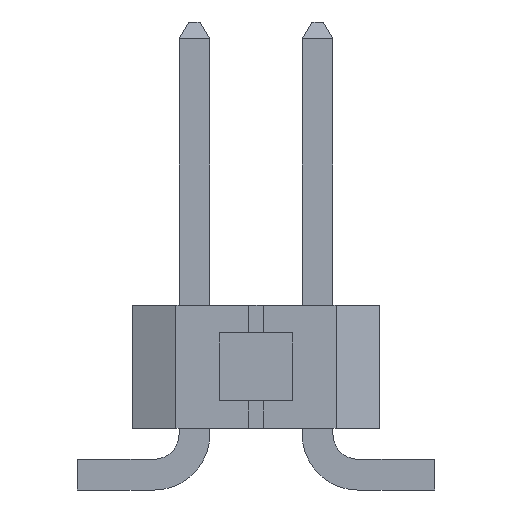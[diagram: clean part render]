
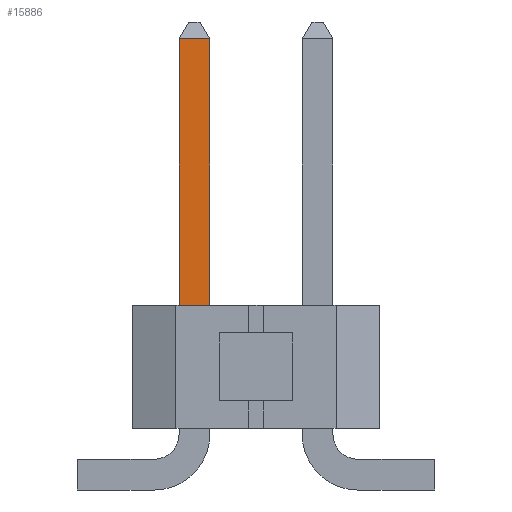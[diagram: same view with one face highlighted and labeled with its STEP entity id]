
A CAD part, left-side view. The second image highlights one B-rep face of the part: STEP entity #15886.
In plain terms, the highlighted planar face has unit normal (-1, 0, 0).
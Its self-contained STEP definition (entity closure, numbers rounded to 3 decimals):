
#2402 = ORIENTED_EDGE ( 'NONE', *, *, #21357, .F. ) ;
#5817 = EDGE_CURVE ( 'NONE', #19934, #29337, #17375, .T. ) ;
#6937 = EDGE_LOOP ( 'NONE', ( #25761, #16987, #18391, #2402 ) ) ;
#7210 = DIRECTION ( 'NONE',  ( 0., 0., -1. ) ) ;
#8006 = CARTESIAN_POINT ( 'NONE',  ( -11.747, 0., 3.81 ) ) ;
#9236 = AXIS2_PLACEMENT_3D ( 'NONE', #12997, #17810, #15441 ) ;
#11416 = DIRECTION ( 'NONE',  ( 0., 1., 0. ) ) ;
#11667 = VERTEX_POINT ( 'NONE', #20024 ) ;
#12468 = LINE ( 'NONE', #30878, #20047 ) ;
#12997 = CARTESIAN_POINT ( 'NONE',  ( -11.747, 2.098, 1.145 ) ) ;
#13477 = LINE ( 'NONE', #31695, #13859 ) ;
#13859 = VECTOR ( 'NONE', #7210, 1000. ) ;
#13985 = CARTESIAN_POINT ( 'NONE',  ( -11.747, 1.588, 9.304 ) ) ;
#14141 = CARTESIAN_POINT ( 'NONE',  ( -11.747, 1.588, 9.65 ) ) ;
#14197 = EDGE_CURVE ( 'NONE', #11667, #22929, #13477, .T. ) ;
#15019 = DIRECTION ( 'NONE',  ( 0., 1., 0. ) ) ;
#15441 = DIRECTION ( 'NONE',  ( 0., 0., -1. ) ) ;
#15886 = ADVANCED_FACE ( 'NONE', ( #22631 ), #22320, .F. ) ;
#16987 = ORIENTED_EDGE ( 'NONE', *, *, #31439, .T. ) ;
#17298 = LINE ( 'NONE', #8006, #19938 ) ;
#17375 = LINE ( 'NONE', #14141, #25422 ) ;
#17810 = DIRECTION ( 'NONE',  ( 1., 0., 0. ) ) ;
#18391 = ORIENTED_EDGE ( 'NONE', *, *, #5817, .F. ) ;
#19832 = CARTESIAN_POINT ( 'NONE',  ( -11.747, 0.953, 3.81 ) ) ;
#19934 = VERTEX_POINT ( 'NONE', #23883 ) ;
#19938 = VECTOR ( 'NONE', #15019, 1000. ) ;
#20024 = CARTESIAN_POINT ( 'NONE',  ( -11.747, 0.953, 9.304 ) ) ;
#20047 = VECTOR ( 'NONE', #11416, 1000. ) ;
#21191 = DIRECTION ( 'NONE',  ( 0., 0., 1. ) ) ;
#21357 = EDGE_CURVE ( 'NONE', #22929, #19934, #17298, .T. ) ;
#22320 = PLANE ( 'NONE',  #9236 ) ;
#22631 = FACE_OUTER_BOUND ( 'NONE', #6937, .T. ) ;
#22929 = VERTEX_POINT ( 'NONE', #19832 ) ;
#23883 = CARTESIAN_POINT ( 'NONE',  ( -11.747, 1.588, 3.81 ) ) ;
#25422 = VECTOR ( 'NONE', #21191, 1000. ) ;
#25761 = ORIENTED_EDGE ( 'NONE', *, *, #14197, .F. ) ;
#29337 = VERTEX_POINT ( 'NONE', #13985 ) ;
#30878 = CARTESIAN_POINT ( 'NONE',  ( -11.747, 2.098, 9.304 ) ) ;
#31439 = EDGE_CURVE ( 'NONE', #11667, #29337, #12468, .T. ) ;
#31695 = CARTESIAN_POINT ( 'NONE',  ( -11.747, 0.953, 1.145 ) ) ;
